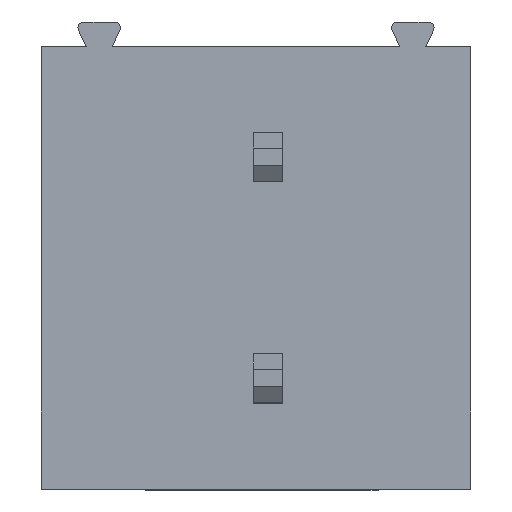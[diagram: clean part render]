
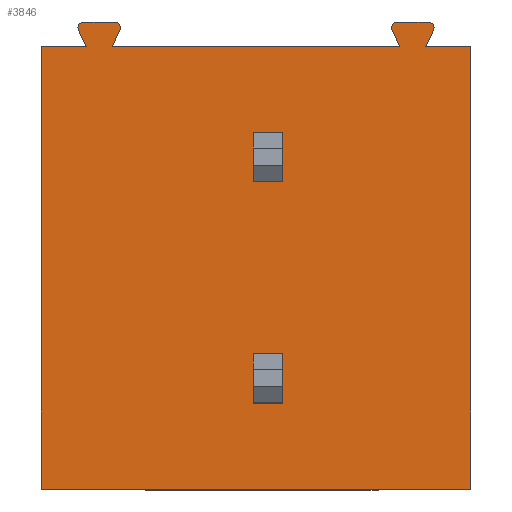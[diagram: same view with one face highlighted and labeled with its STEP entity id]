
A CAD part, top view. The second image highlights one B-rep face of the part: STEP entity #3846.
In plain terms, the highlighted planar face has unit normal (0, 0, 1).
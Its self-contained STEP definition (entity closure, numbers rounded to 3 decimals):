
#518=DIRECTION('',(0.,-1.,0.));
#519=VECTOR('',#518,7.62);
#520=CARTESIAN_POINT('',(-0.05,5.612,
0.));
#521=LINE('',#520,#519);
#534=DIRECTION('',(0.,-1.,0.));
#535=VECTOR('',#534,0.85);
#536=CARTESIAN_POINT('',(4.1,0.322,
0.));
#537=LINE('',#536,#535);
#538=DIRECTION('',(-1.,0.,0.));
#539=VECTOR('',#538,0.5);
#540=CARTESIAN_POINT('',(4.1,0.322,
0.));
#541=LINE('',#540,#539);
#542=DIRECTION('',(0.,-1.,0.));
#543=VECTOR('',#542,0.85);
#544=CARTESIAN_POINT('',(3.6,0.322,
0.));
#545=LINE('',#544,#543);
#546=DIRECTION('',(-1.,0.,0.));
#547=VECTOR('',#546,0.5);
#548=CARTESIAN_POINT('',(4.1,-0.528,
0.));
#549=LINE('',#548,#547);
#550=DIRECTION('',(0.,-1.,0.));
#551=VECTOR('',#550,0.85);
#552=CARTESIAN_POINT('',(4.1,4.132,0.));
#553=LINE('',#552,#551);
#554=DIRECTION('',(-1.,0.,0.));
#555=VECTOR('',#554,0.5);
#556=CARTESIAN_POINT('',(4.1,4.132,0.));
#557=LINE('',#556,#555);
#558=DIRECTION('',(0.,-1.,0.));
#559=VECTOR('',#558,0.85);
#560=CARTESIAN_POINT('',(3.6,4.132,0.));
#561=LINE('',#560,#559);
#562=DIRECTION('',(-1.,0.,0.));
#563=VECTOR('',#562,0.5);
#564=CARTESIAN_POINT('',(4.1,3.282,0.));
#565=LINE('',#564,#563);
#566=DIRECTION('',(0.,-1.,0.));
#567=VECTOR('',#566,7.62);
#568=CARTESIAN_POINT('',(7.35,5.612,0.));
#569=LINE('',#568,#567);
#570=DIRECTION('',(-0.423,0.906,0.));
#571=VECTOR('',#570,0.306);
#572=CARTESIAN_POINT('',(0.725,5.612,
0.));
#573=LINE('',#572,#571);
#574=CARTESIAN_POINT('',(0.686,5.932,
0.));
#575=DIRECTION('',(0.,0.,-1.));
#576=DIRECTION('',(-0.906,-0.423,0.));
#577=AXIS2_PLACEMENT_3D('',#574,#575,#576);
#579=DIRECTION('',(1.,0.,0.));
#580=VECTOR('',#579,0.528);
#581=CARTESIAN_POINT('',(0.686,6.032,
0.));
#582=LINE('',#581,#580);
#583=DIRECTION('',(-0.423,-0.906,0.));
#584=VECTOR('',#583,0.306);
#585=CARTESIAN_POINT('',(1.305,5.889,
0.));
#586=LINE('',#585,#584);
#587=DIRECTION('',(0.423,-0.906,0.));
#588=VECTOR('',#587,0.306);
#589=CARTESIAN_POINT('',(5.995,5.889,0.));
#590=LINE('',#589,#588);
#591=DIRECTION('',(-1.,0.,0.));
#592=VECTOR('',#591,0.528);
#593=CARTESIAN_POINT('',(6.614,6.032,0.));
#594=LINE('',#593,#592);
#595=CARTESIAN_POINT('',(6.614,5.932,0.));
#596=DIRECTION('',(0.,0.,1.));
#597=DIRECTION('',(0.906,-0.423,0.));
#598=AXIS2_PLACEMENT_3D('',#595,#596,#597);
#600=DIRECTION('',(0.423,0.906,0.));
#601=VECTOR('',#600,0.306);
#602=CARTESIAN_POINT('',(6.575,5.612,0.));
#603=LINE('',#602,#601);
#953=DIRECTION('',(1.,0.,0.));
#954=VECTOR('',#953,7.4);
#955=CARTESIAN_POINT('',(-0.05,-2.008,
0.));
#956=LINE('',#955,#954);
#1361=DIRECTION('',(-1.,0.,0.));
#1362=VECTOR('',#1361,0.775);
#1363=CARTESIAN_POINT('',(7.35,5.612,
0.));
#1364=LINE('',#1363,#1362);
#1377=DIRECTION('',(-1.,0.,0.));
#1378=VECTOR('',#1377,4.95);
#1379=CARTESIAN_POINT('',(6.125,5.612,
0.));
#1380=LINE('',#1379,#1378);
#1385=DIRECTION('',(-1.,0.,0.));
#1386=VECTOR('',#1385,0.775);
#1387=CARTESIAN_POINT('',(0.725,5.612,
0.));
#1388=LINE('',#1387,#1386);
#2116=CARTESIAN_POINT('',(6.086,5.932,
0.));
#2117=DIRECTION('',(0.,0.,1.));
#2118=DIRECTION('',(0.,1.,0.));
#2119=AXIS2_PLACEMENT_3D('',#2116,#2117,#2118);
#2172=CARTESIAN_POINT('',(1.214,5.932,
0.));
#2173=DIRECTION('',(0.,0.,1.));
#2174=DIRECTION('',(0.906,-0.423,0.));
#2175=AXIS2_PLACEMENT_3D('',#2172,#2173,#2174);
#2588=CARTESIAN_POINT('',(4.1,4.132,
0.));
#2589=CARTESIAN_POINT('',(4.1,3.282,
0.));
#2590=VERTEX_POINT('',#2588);
#2591=VERTEX_POINT('',#2589);
#2592=CARTESIAN_POINT('',(3.6,4.132,
0.));
#2593=CARTESIAN_POINT('',(3.6,3.282,
0.));
#2594=VERTEX_POINT('',#2592);
#2595=VERTEX_POINT('',#2593);
#2618=CARTESIAN_POINT('',(0.725,5.612,
0.));
#2619=CARTESIAN_POINT('',(-0.05,5.612,
0.));
#2620=VERTEX_POINT('',#2618);
#2621=VERTEX_POINT('',#2619);
#2622=CARTESIAN_POINT('',(0.595,5.889,
0.));
#2623=VERTEX_POINT('',#2622);
#2624=CARTESIAN_POINT('',(0.686,6.032,
0.));
#2625=CARTESIAN_POINT('',(1.214,6.032,
0.));
#2626=VERTEX_POINT('',#2624);
#2627=VERTEX_POINT('',#2625);
#2628=CARTESIAN_POINT('',(1.305,5.889,
0.));
#2629=CARTESIAN_POINT('',(1.175,5.612,
0.));
#2630=VERTEX_POINT('',#2628);
#2631=VERTEX_POINT('',#2629);
#2640=CARTESIAN_POINT('',(6.705,5.889,
0.));
#2641=CARTESIAN_POINT('',(6.614,6.032,
0.));
#2642=VERTEX_POINT('',#2640);
#2643=VERTEX_POINT('',#2641);
#2644=CARTESIAN_POINT('',(6.086,6.032,
0.));
#2645=VERTEX_POINT('',#2644);
#2658=CARTESIAN_POINT('',(5.995,5.889,
0.));
#2660=VERTEX_POINT('',#2658);
#2670=CARTESIAN_POINT('',(6.575,5.612,
0.));
#2671=VERTEX_POINT('',#2670);
#2672=CARTESIAN_POINT('',(6.125,5.612,
0.));
#2673=VERTEX_POINT('',#2672);
#2674=CARTESIAN_POINT('',(7.35,5.612,
0.));
#2675=VERTEX_POINT('',#2674);
#3088=CARTESIAN_POINT('',(4.1,0.322,
0.));
#3089=CARTESIAN_POINT('',(4.1,-0.528,
0.));
#3090=VERTEX_POINT('',#3088);
#3091=VERTEX_POINT('',#3089);
#3092=CARTESIAN_POINT('',(3.6,0.322,
0.));
#3093=CARTESIAN_POINT('',(3.6,-0.528,
0.));
#3094=VERTEX_POINT('',#3092);
#3095=VERTEX_POINT('',#3093);
#3102=CARTESIAN_POINT('',(-0.05,-2.008,
0.));
#3103=VERTEX_POINT('',#3102);
#3110=CARTESIAN_POINT('',(7.35,-2.008,
0.));
#3111=VERTEX_POINT('',#3110);
#3788=CARTESIAN_POINT('',(7.498,13.165,
0.));
#3789=DIRECTION('',(0.,0.,1.));
#3790=DIRECTION('',(-1.,0.,0.));
#3791=AXIS2_PLACEMENT_3D('',#3788,#3789,#3790);
#3792=PLANE('',#3791);
#3794=ORIENTED_EDGE('',*,*,#3793,.T.);
#3796=ORIENTED_EDGE('',*,*,#3795,.F.);
#3797=ORIENTED_EDGE('',*,*,#3764,.F.);
#3799=ORIENTED_EDGE('',*,*,#3798,.F.);
#3801=ORIENTED_EDGE('',*,*,#3800,.T.);
#3803=ORIENTED_EDGE('',*,*,#3802,.T.);
#3805=ORIENTED_EDGE('',*,*,#3804,.T.);
#3807=ORIENTED_EDGE('',*,*,#3806,.F.);
#3809=ORIENTED_EDGE('',*,*,#3808,.T.);
#3811=ORIENTED_EDGE('',*,*,#3810,.F.);
#3813=ORIENTED_EDGE('',*,*,#3812,.F.);
#3815=ORIENTED_EDGE('',*,*,#3814,.F.);
#3817=ORIENTED_EDGE('',*,*,#3816,.F.);
#3819=ORIENTED_EDGE('',*,*,#3818,.F.);
#3821=ORIENTED_EDGE('',*,*,#3820,.F.);
#3823=ORIENTED_EDGE('',*,*,#3822,.F.);
#3824=EDGE_LOOP('',(#3794,#3796,#3797,#3799,#3801,#3803,#3805,#3807,#3809,#3811,
#3813,#3815,#3817,#3819,#3821,#3823));
#3825=FACE_OUTER_BOUND('',#3824,.F.);
#3827=ORIENTED_EDGE('',*,*,#3826,.F.);
#3829=ORIENTED_EDGE('',*,*,#3828,.T.);
#3831=ORIENTED_EDGE('',*,*,#3830,.T.);
#3833=ORIENTED_EDGE('',*,*,#3832,.F.);
#3834=EDGE_LOOP('',(#3827,#3829,#3831,#3833));
#3835=FACE_BOUND('',#3834,.F.);
#3837=ORIENTED_EDGE('',*,*,#3836,.F.);
#3839=ORIENTED_EDGE('',*,*,#3838,.T.);
#3841=ORIENTED_EDGE('',*,*,#3840,.T.);
#3843=ORIENTED_EDGE('',*,*,#3842,.F.);
#3844=EDGE_LOOP('',(#3837,#3839,#3841,#3843));
#3845=FACE_BOUND('',#3844,.F.);
#578=CIRCLE('',#577,0.1);
#599=CIRCLE('',#598,0.1);
#2120=CIRCLE('',#2119,0.1);
#2176=CIRCLE('',#2175,0.1);
#3764=EDGE_CURVE('',#2621,#3103,#521,.T.);
#3793=EDGE_CURVE('',#2675,#3111,#569,.T.);
#3795=EDGE_CURVE('',#3103,#3111,#956,.T.);
#3798=EDGE_CURVE('',#2620,#2621,#1388,.T.);
#3800=EDGE_CURVE('',#2620,#2623,#573,.T.);
#3802=EDGE_CURVE('',#2623,#2626,#578,.T.);
#3804=EDGE_CURVE('',#2626,#2627,#582,.T.);
#3806=EDGE_CURVE('',#2630,#2627,#2176,.T.);
#3808=EDGE_CURVE('',#2630,#2631,#586,.T.);
#3810=EDGE_CURVE('',#2673,#2631,#1380,.T.);
#3812=EDGE_CURVE('',#2660,#2673,#590,.T.);
#3814=EDGE_CURVE('',#2645,#2660,#2120,.T.);
#3816=EDGE_CURVE('',#2643,#2645,#594,.T.);
#3818=EDGE_CURVE('',#2642,#2643,#599,.T.);
#3820=EDGE_CURVE('',#2671,#2642,#603,.T.);
#3822=EDGE_CURVE('',#2675,#2671,#1364,.T.);
#3826=EDGE_CURVE('',#2590,#2591,#553,.T.);
#3828=EDGE_CURVE('',#2590,#2594,#557,.T.);
#3830=EDGE_CURVE('',#2594,#2595,#561,.T.);
#3832=EDGE_CURVE('',#2591,#2595,#565,.T.);
#3836=EDGE_CURVE('',#3090,#3091,#537,.T.);
#3838=EDGE_CURVE('',#3090,#3094,#541,.T.);
#3840=EDGE_CURVE('',#3094,#3095,#545,.T.);
#3842=EDGE_CURVE('',#3091,#3095,#549,.T.);
#3846=ADVANCED_FACE('',(#3825,#3835,#3845),#3792,.T.);
